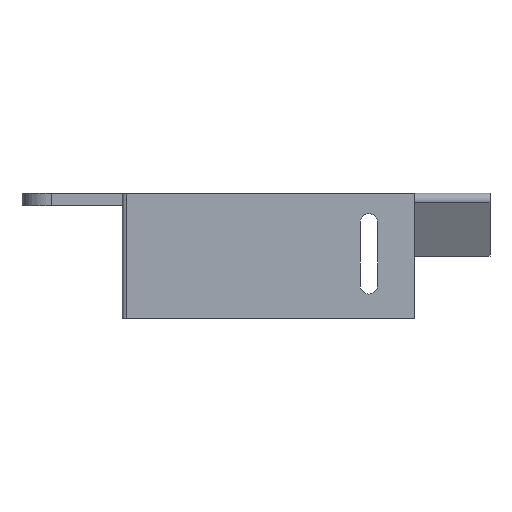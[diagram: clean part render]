
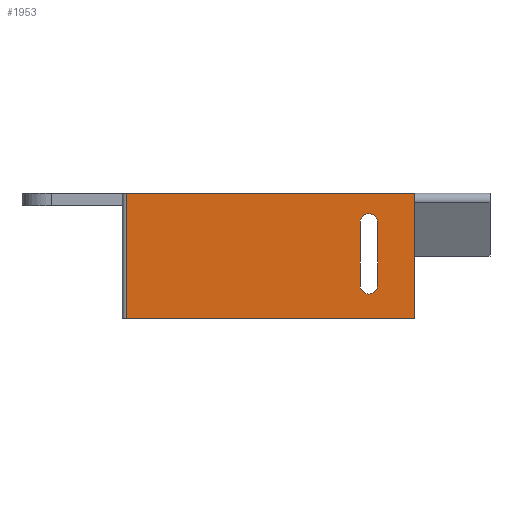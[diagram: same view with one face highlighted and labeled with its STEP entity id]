
A CAD part, front view. The second image highlights one B-rep face of the part: STEP entity #1953.
In plain terms, the highlighted planar face has unit normal (0, -1, 0).
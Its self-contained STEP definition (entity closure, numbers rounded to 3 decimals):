
#269 = PLANE('',#270);
#270 = AXIS2_PLACEMENT_3D('',#271,#272,#273);
#271 = CARTESIAN_POINT('',(-35.,25.,30.));
#272 = DIRECTION('',(0.,0.,1.));
#273 = DIRECTION('',(1.,0.,0.));
#352 = PLANE('',#353);
#353 = AXIS2_PLACEMENT_3D('',#354,#355,#356);
#354 = CARTESIAN_POINT('',(-35.,25.,0.));
#355 = DIRECTION('',(0.,0.,1.));
#356 = DIRECTION('',(1.,0.,0.));
#380 = CYLINDRICAL_SURFACE('',#381,1.);
#381 = AXIS2_PLACEMENT_3D('',#382,#383,#384);
#382 = CARTESIAN_POINT('',(-34.,-24.,0.));
#383 = DIRECTION('',(0.,0.,1.));
#384 = DIRECTION('',(0.,-1.,0.));
#814 = VERTEX_POINT('',#815);
#815 = CARTESIAN_POINT('',(-34.,-25.,30.));
#841 = EDGE_CURVE('',#842,#814,#844,.T.);
#842 = VERTEX_POINT('',#843);
#843 = CARTESIAN_POINT('',(35.,-25.,30.));
#844 = SURFACE_CURVE('',#845,(#849,#856),.PCURVE_S1.);
#845 = LINE('',#846,#847);
#846 = CARTESIAN_POINT('',(35.,-25.,30.));
#847 = VECTOR('',#848,1.);
#848 = DIRECTION('',(-1.,0.,0.));
#849 = PCURVE('',#269,#850);
#850 = DEFINITIONAL_REPRESENTATION('',(#851),#855);
#851 = LINE('',#852,#853);
#852 = CARTESIAN_POINT('',(70.,-50.));
#853 = VECTOR('',#854,1.);
#854 = DIRECTION('',(-1.,0.));
#855 = ( GEOMETRIC_REPRESENTATION_CONTEXT(2) 
PARAMETRIC_REPRESENTATION_CONTEXT() REPRESENTATION_CONTEXT('2D SPACE',''
  ) );
#856 = PCURVE('',#857,#862);
#857 = PLANE('',#858);
#858 = AXIS2_PLACEMENT_3D('',#859,#860,#861);
#859 = CARTESIAN_POINT('',(35.,-25.,0.));
#860 = DIRECTION('',(0.,-1.,0.));
#861 = DIRECTION('',(-1.,0.,0.));
#862 = DEFINITIONAL_REPRESENTATION('',(#863),#867);
#863 = LINE('',#864,#865);
#864 = CARTESIAN_POINT('',(0.,-30.));
#865 = VECTOR('',#866,1.);
#866 = DIRECTION('',(1.,0.));
#867 = ( GEOMETRIC_REPRESENTATION_CONTEXT(2) 
PARAMETRIC_REPRESENTATION_CONTEXT() REPRESENTATION_CONTEXT('2D SPACE',''
  ) );
#885 = PLANE('',#886);
#886 = AXIS2_PLACEMENT_3D('',#887,#888,#889);
#887 = CARTESIAN_POINT('',(35.,25.,0.));
#888 = DIRECTION('',(1.,0.,0.));
#889 = DIRECTION('',(0.,-1.,0.));
#1119 = VERTEX_POINT('',#1120);
#1120 = CARTESIAN_POINT('',(-34.,-25.,0.));
#1146 = EDGE_CURVE('',#1147,#1119,#1149,.T.);
#1147 = VERTEX_POINT('',#1148);
#1148 = CARTESIAN_POINT('',(35.,-25.,0.));
#1149 = SURFACE_CURVE('',#1150,(#1154,#1161),.PCURVE_S1.);
#1150 = LINE('',#1151,#1152);
#1151 = CARTESIAN_POINT('',(35.,-25.,0.));
#1152 = VECTOR('',#1153,1.);
#1153 = DIRECTION('',(-1.,0.,0.));
#1154 = PCURVE('',#352,#1155);
#1155 = DEFINITIONAL_REPRESENTATION('',(#1156),#1160);
#1156 = LINE('',#1157,#1158);
#1157 = CARTESIAN_POINT('',(70.,-50.));
#1158 = VECTOR('',#1159,1.);
#1159 = DIRECTION('',(-1.,0.));
#1160 = ( GEOMETRIC_REPRESENTATION_CONTEXT(2) 
PARAMETRIC_REPRESENTATION_CONTEXT() REPRESENTATION_CONTEXT('2D SPACE',''
  ) );
#1161 = PCURVE('',#857,#1162);
#1162 = DEFINITIONAL_REPRESENTATION('',(#1163),#1167);
#1163 = LINE('',#1164,#1165);
#1164 = CARTESIAN_POINT('',(0.,0.));
#1165 = VECTOR('',#1166,1.);
#1166 = DIRECTION('',(1.,0.));
#1167 = ( GEOMETRIC_REPRESENTATION_CONTEXT(2) 
PARAMETRIC_REPRESENTATION_CONTEXT() REPRESENTATION_CONTEXT('2D SPACE',''
  ) );
#1290 = EDGE_CURVE('',#1119,#814,#1291,.T.);
#1291 = SURFACE_CURVE('',#1292,(#1296,#1303),.PCURVE_S1.);
#1292 = LINE('',#1293,#1294);
#1293 = CARTESIAN_POINT('',(-34.,-25.,0.));
#1294 = VECTOR('',#1295,1.);
#1295 = DIRECTION('',(0.,0.,1.));
#1296 = PCURVE('',#380,#1297);
#1297 = DEFINITIONAL_REPRESENTATION('',(#1298),#1302);
#1298 = LINE('',#1299,#1300);
#1299 = CARTESIAN_POINT('',(0.,0.));
#1300 = VECTOR('',#1301,1.);
#1301 = DIRECTION('',(0.,1.));
#1302 = ( GEOMETRIC_REPRESENTATION_CONTEXT(2) 
PARAMETRIC_REPRESENTATION_CONTEXT() REPRESENTATION_CONTEXT('2D SPACE',''
  ) );
#1303 = PCURVE('',#857,#1304);
#1304 = DEFINITIONAL_REPRESENTATION('',(#1305),#1309);
#1305 = LINE('',#1306,#1307);
#1306 = CARTESIAN_POINT('',(69.,0.));
#1307 = VECTOR('',#1308,1.);
#1308 = DIRECTION('',(0.,-1.));
#1309 = ( GEOMETRIC_REPRESENTATION_CONTEXT(2) 
PARAMETRIC_REPRESENTATION_CONTEXT() REPRESENTATION_CONTEXT('2D SPACE',''
  ) );
#1826 = EDGE_CURVE('',#1147,#842,#1827,.T.);
#1827 = SURFACE_CURVE('',#1828,(#1832,#1839),.PCURVE_S1.);
#1828 = LINE('',#1829,#1830);
#1829 = CARTESIAN_POINT('',(35.,-25.,0.));
#1830 = VECTOR('',#1831,1.);
#1831 = DIRECTION('',(0.,0.,1.));
#1832 = PCURVE('',#885,#1833);
#1833 = DEFINITIONAL_REPRESENTATION('',(#1834),#1838);
#1834 = LINE('',#1835,#1836);
#1835 = CARTESIAN_POINT('',(50.,0.));
#1836 = VECTOR('',#1837,1.);
#1837 = DIRECTION('',(0.,-1.));
#1838 = ( GEOMETRIC_REPRESENTATION_CONTEXT(2) 
PARAMETRIC_REPRESENTATION_CONTEXT() REPRESENTATION_CONTEXT('2D SPACE',''
  ) );
#1839 = PCURVE('',#857,#1840);
#1840 = DEFINITIONAL_REPRESENTATION('',(#1841),#1845);
#1841 = LINE('',#1842,#1843);
#1842 = CARTESIAN_POINT('',(0.,0.));
#1843 = VECTOR('',#1844,1.);
#1844 = DIRECTION('',(0.,-1.));
#1845 = ( GEOMETRIC_REPRESENTATION_CONTEXT(2) 
PARAMETRIC_REPRESENTATION_CONTEXT() REPRESENTATION_CONTEXT('2D SPACE',''
  ) );
#1953 = ADVANCED_FACE('',(#1954,#1960),#857,.T.);
#1954 = FACE_BOUND('',#1955,.T.);
#1955 = EDGE_LOOP('',(#1956,#1957,#1958,#1959));
#1956 = ORIENTED_EDGE('',*,*,#1146,.F.);
#1957 = ORIENTED_EDGE('',*,*,#1826,.T.);
#1958 = ORIENTED_EDGE('',*,*,#841,.T.);
#1959 = ORIENTED_EDGE('',*,*,#1290,.F.);
#1960 = FACE_BOUND('',#1961,.T.);
#1961 = EDGE_LOOP('',(#1962,#1993,#2021,#2050));
#1962 = ORIENTED_EDGE('',*,*,#1963,.F.);
#1963 = EDGE_CURVE('',#1964,#1966,#1968,.T.);
#1964 = VERTEX_POINT('',#1965);
#1965 = CARTESIAN_POINT('',(26.1,-25.,23.));
#1966 = VERTEX_POINT('',#1967);
#1967 = CARTESIAN_POINT('',(21.9,-25.,23.));
#1968 = SURFACE_CURVE('',#1969,(#1974,#1981),.PCURVE_S1.);
#1969 = CIRCLE('',#1970,2.1);
#1970 = AXIS2_PLACEMENT_3D('',#1971,#1972,#1973);
#1971 = CARTESIAN_POINT('',(24.,-25.,23.));
#1972 = DIRECTION('',(0.,-1.,0.));
#1973 = DIRECTION('',(1.,0.,0.));
#1974 = PCURVE('',#857,#1975);
#1975 = DEFINITIONAL_REPRESENTATION('',(#1976),#1980);
#1976 = CIRCLE('',#1977,2.1);
#1977 = AXIS2_PLACEMENT_2D('',#1978,#1979);
#1978 = CARTESIAN_POINT('',(11.,-23.));
#1979 = DIRECTION('',(-1.,0.));
#1980 = ( GEOMETRIC_REPRESENTATION_CONTEXT(2) 
PARAMETRIC_REPRESENTATION_CONTEXT() REPRESENTATION_CONTEXT('2D SPACE',''
  ) );
#1981 = PCURVE('',#1982,#1987);
#1982 = CYLINDRICAL_SURFACE('',#1983,2.1);
#1983 = AXIS2_PLACEMENT_3D('',#1984,#1985,#1986);
#1984 = CARTESIAN_POINT('',(24.,-25.,23.));
#1985 = DIRECTION('',(0.,-1.,0.));
#1986 = DIRECTION('',(1.,0.,0.));
#1987 = DEFINITIONAL_REPRESENTATION('',(#1988),#1992);
#1988 = LINE('',#1989,#1990);
#1989 = CARTESIAN_POINT('',(0.,0.));
#1990 = VECTOR('',#1991,1.);
#1991 = DIRECTION('',(1.,0.));
#1992 = ( GEOMETRIC_REPRESENTATION_CONTEXT(2) 
PARAMETRIC_REPRESENTATION_CONTEXT() REPRESENTATION_CONTEXT('2D SPACE',''
  ) );
#1993 = ORIENTED_EDGE('',*,*,#1994,.T.);
#1994 = EDGE_CURVE('',#1964,#1995,#1997,.T.);
#1995 = VERTEX_POINT('',#1996);
#1996 = CARTESIAN_POINT('',(26.1,-25.,8.));
#1997 = SURFACE_CURVE('',#1998,(#2002,#2009),.PCURVE_S1.);
#1998 = LINE('',#1999,#2000);
#1999 = CARTESIAN_POINT('',(26.1,-25.,23.));
#2000 = VECTOR('',#2001,1.);
#2001 = DIRECTION('',(0.,0.,-1.));
#2002 = PCURVE('',#857,#2003);
#2003 = DEFINITIONAL_REPRESENTATION('',(#2004),#2008);
#2004 = LINE('',#2005,#2006);
#2005 = CARTESIAN_POINT('',(8.9,-23.));
#2006 = VECTOR('',#2007,1.);
#2007 = DIRECTION('',(0.,1.));
#2008 = ( GEOMETRIC_REPRESENTATION_CONTEXT(2) 
PARAMETRIC_REPRESENTATION_CONTEXT() REPRESENTATION_CONTEXT('2D SPACE',''
  ) );
#2009 = PCURVE('',#2010,#2015);
#2010 = PLANE('',#2011);
#2011 = AXIS2_PLACEMENT_3D('',#2012,#2013,#2014);
#2012 = CARTESIAN_POINT('',(26.1,-25.,23.));
#2013 = DIRECTION('',(-1.,0.,0.));
#2014 = DIRECTION('',(0.,0.,-1.));
#2015 = DEFINITIONAL_REPRESENTATION('',(#2016),#2020);
#2016 = LINE('',#2017,#2018);
#2017 = CARTESIAN_POINT('',(0.,0.));
#2018 = VECTOR('',#2019,1.);
#2019 = DIRECTION('',(1.,0.));
#2020 = ( GEOMETRIC_REPRESENTATION_CONTEXT(2) 
PARAMETRIC_REPRESENTATION_CONTEXT() REPRESENTATION_CONTEXT('2D SPACE',''
  ) );
#2021 = ORIENTED_EDGE('',*,*,#2022,.F.);
#2022 = EDGE_CURVE('',#2023,#1995,#2025,.T.);
#2023 = VERTEX_POINT('',#2024);
#2024 = CARTESIAN_POINT('',(21.9,-25.,8.));
#2025 = SURFACE_CURVE('',#2026,(#2031,#2038),.PCURVE_S1.);
#2026 = CIRCLE('',#2027,2.1);
#2027 = AXIS2_PLACEMENT_3D('',#2028,#2029,#2030);
#2028 = CARTESIAN_POINT('',(24.,-25.,8.));
#2029 = DIRECTION('',(0.,-1.,0.));
#2030 = DIRECTION('',(1.,0.,0.));
#2031 = PCURVE('',#857,#2032);
#2032 = DEFINITIONAL_REPRESENTATION('',(#2033),#2037);
#2033 = CIRCLE('',#2034,2.1);
#2034 = AXIS2_PLACEMENT_2D('',#2035,#2036);
#2035 = CARTESIAN_POINT('',(11.,-8.));
#2036 = DIRECTION('',(-1.,0.));
#2037 = ( GEOMETRIC_REPRESENTATION_CONTEXT(2) 
PARAMETRIC_REPRESENTATION_CONTEXT() REPRESENTATION_CONTEXT('2D SPACE',''
  ) );
#2038 = PCURVE('',#2039,#2044);
#2039 = CYLINDRICAL_SURFACE('',#2040,2.1);
#2040 = AXIS2_PLACEMENT_3D('',#2041,#2042,#2043);
#2041 = CARTESIAN_POINT('',(24.,-25.,8.));
#2042 = DIRECTION('',(0.,-1.,0.));
#2043 = DIRECTION('',(1.,0.,0.));
#2044 = DEFINITIONAL_REPRESENTATION('',(#2045),#2049);
#2045 = LINE('',#2046,#2047);
#2046 = CARTESIAN_POINT('',(0.,0.));
#2047 = VECTOR('',#2048,1.);
#2048 = DIRECTION('',(1.,0.));
#2049 = ( GEOMETRIC_REPRESENTATION_CONTEXT(2) 
PARAMETRIC_REPRESENTATION_CONTEXT() REPRESENTATION_CONTEXT('2D SPACE',''
  ) );
#2050 = ORIENTED_EDGE('',*,*,#2051,.F.);
#2051 = EDGE_CURVE('',#1966,#2023,#2052,.T.);
#2052 = SURFACE_CURVE('',#2053,(#2057,#2064),.PCURVE_S1.);
#2053 = LINE('',#2054,#2055);
#2054 = CARTESIAN_POINT('',(21.9,-25.,23.));
#2055 = VECTOR('',#2056,1.);
#2056 = DIRECTION('',(0.,0.,-1.));
#2057 = PCURVE('',#857,#2058);
#2058 = DEFINITIONAL_REPRESENTATION('',(#2059),#2063);
#2059 = LINE('',#2060,#2061);
#2060 = CARTESIAN_POINT('',(13.1,-23.));
#2061 = VECTOR('',#2062,1.);
#2062 = DIRECTION('',(0.,1.));
#2063 = ( GEOMETRIC_REPRESENTATION_CONTEXT(2) 
PARAMETRIC_REPRESENTATION_CONTEXT() REPRESENTATION_CONTEXT('2D SPACE',''
  ) );
#2064 = PCURVE('',#2065,#2070);
#2065 = PLANE('',#2066);
#2066 = AXIS2_PLACEMENT_3D('',#2067,#2068,#2069);
#2067 = CARTESIAN_POINT('',(21.9,-25.,23.));
#2068 = DIRECTION('',(-1.,0.,0.));
#2069 = DIRECTION('',(0.,0.,-1.));
#2070 = DEFINITIONAL_REPRESENTATION('',(#2071),#2075);
#2071 = LINE('',#2072,#2073);
#2072 = CARTESIAN_POINT('',(0.,0.));
#2073 = VECTOR('',#2074,1.);
#2074 = DIRECTION('',(1.,0.));
#2075 = ( GEOMETRIC_REPRESENTATION_CONTEXT(2) 
PARAMETRIC_REPRESENTATION_CONTEXT() REPRESENTATION_CONTEXT('2D SPACE',''
  ) );
